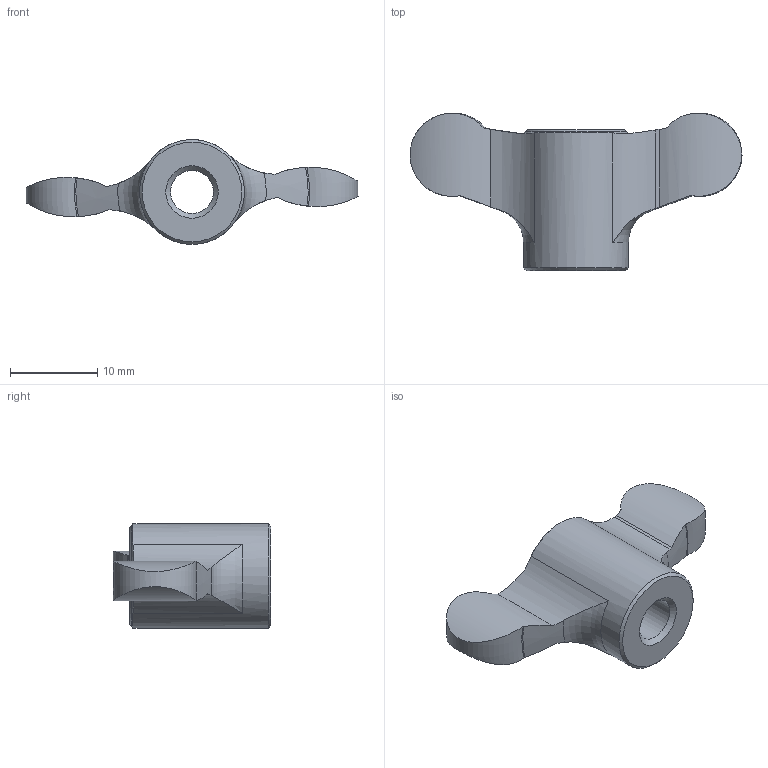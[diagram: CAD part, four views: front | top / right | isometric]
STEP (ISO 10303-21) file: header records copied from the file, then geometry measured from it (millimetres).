
FILE_DESCRIPTION( ( 'STEP AP214' ), '1' );
FILE_NAME( 'K0274.1906_M_6.stp', '2020-11-27T11:26:24', ( '' ), ( '' ), ' ', 'PARTsolutions', ' ' );
FILE_SCHEMA( ( 'AUTOMOTIVE_DESIGN { 1 0 10303 214 1 1 1 1 }' ) );
Length unit declared in the file: millimetre
Products named in the file (1): _K0274.1906_M 6
Bounding box: 37.98 x 18 x 12 mm (x, y, z)
Volume: 2089.6 mm3; surface area: 1721.7 mm2
Topology: 1 solids, 1 shells, 38 faces, 93 edges, 60 vertices
Faces by surface type: cylinder 14, torus 10, plane 7, cone 6, sphere 1
Full cylindrical faces by diameter (mm): 4.917 x1, 8 x1, 10 x2, 11 x1, 12 x1
Entity records: 1688 total; most frequent: CARTESIAN_POINT 564, ORIENTED_EDGE 162, DIRECTION 150, EDGE_CURVE 81, AXIS2_PLACEMENT_3D 70, VERTEX_POINT 60, EDGE_LOOP 54, FACE_OUTER_BOUND 47
